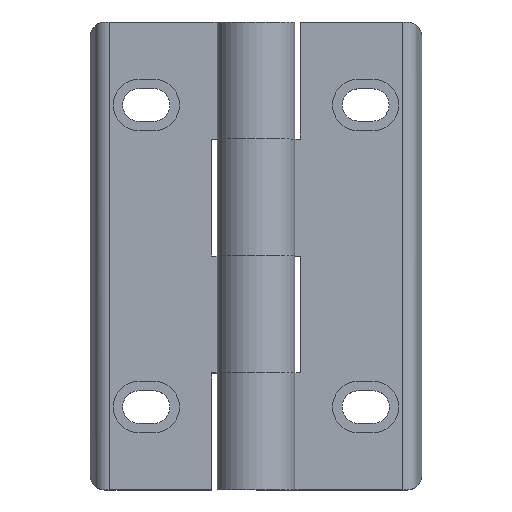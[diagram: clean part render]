
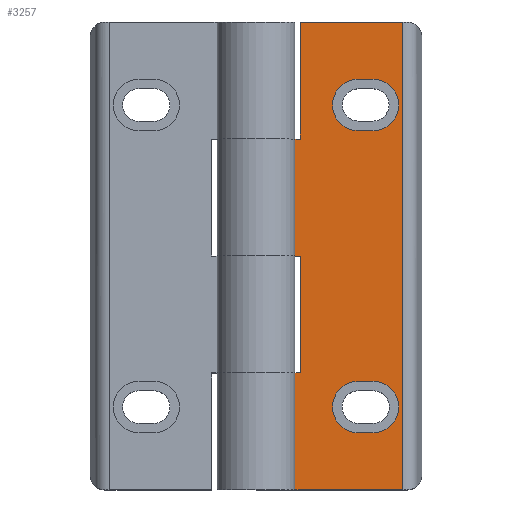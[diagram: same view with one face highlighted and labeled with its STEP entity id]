
A CAD part, top view. The second image highlights one B-rep face of the part: STEP entity #3257.
In plain terms, the highlighted face is planar.
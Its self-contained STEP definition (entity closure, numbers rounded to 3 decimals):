
#145=FACE_BOUND('',#577,.T.);
#146=FACE_BOUND('',#578,.T.);
#213=CIRCLE('',#3589,5.3);
#214=CIRCLE('',#3590,5.3);
#215=CIRCLE('',#3591,5.3);
#216=CIRCLE('',#3592,5.3);
#379=FACE_OUTER_BOUND('',#576,.T.);
#576=EDGE_LOOP('',(#2285,#2286,#2287,#2288,#2289,#2290,#2291,#2292,#2293,
#2294));
#577=EDGE_LOOP('',(#2295,#2296,#2297,#2298));
#578=EDGE_LOOP('',(#2299,#2300,#2301,#2302));
#792=LINE('',#5026,#1080);
#796=LINE('',#5039,#1084);
#837=LINE('',#5191,#1125);
#838=LINE('',#5193,#1126);
#839=LINE('',#5195,#1127);
#840=LINE('',#5197,#1128);
#841=LINE('',#5199,#1129);
#842=LINE('',#5201,#1130);
#843=LINE('',#5202,#1131);
#844=LINE('',#5203,#1132);
#845=LINE('',#5208,#1133);
#846=LINE('',#5211,#1134);
#847=LINE('',#5216,#1135);
#848=LINE('',#5219,#1136);
#1080=VECTOR('',#3946,1000.);
#1084=VECTOR('',#3956,1000.);
#1125=VECTOR('',#4089,1000.);
#1126=VECTOR('',#4090,1000.);
#1127=VECTOR('',#4091,1000.);
#1128=VECTOR('',#4092,1000.);
#1129=VECTOR('',#4093,1000.);
#1130=VECTOR('',#4094,1000.);
#1131=VECTOR('',#4095,1000.);
#1132=VECTOR('',#4096,1000.);
#1133=VECTOR('',#4099,1000.);
#1134=VECTOR('',#4102,1000.);
#1135=VECTOR('',#4105,1000.);
#1136=VECTOR('',#4108,1000.);
#1371=VERTEX_POINT('',#5023);
#1372=VERTEX_POINT('',#5025);
#1377=VERTEX_POINT('',#5036);
#1378=VERTEX_POINT('',#5038);
#1443=VERTEX_POINT('',#5190);
#1444=VERTEX_POINT('',#5192);
#1445=VERTEX_POINT('',#5194);
#1446=VERTEX_POINT('',#5196);
#1447=VERTEX_POINT('',#5198);
#1448=VERTEX_POINT('',#5200);
#1449=VERTEX_POINT('',#5204);
#1450=VERTEX_POINT('',#5205);
#1451=VERTEX_POINT('',#5207);
#1452=VERTEX_POINT('',#5209);
#1453=VERTEX_POINT('',#5212);
#1454=VERTEX_POINT('',#5213);
#1455=VERTEX_POINT('',#5215);
#1456=VERTEX_POINT('',#5217);
#1694=EDGE_CURVE('',#1371,#1372,#792,.T.);
#1700=EDGE_CURVE('',#1378,#1377,#796,.T.);
#1777=EDGE_CURVE('',#1377,#1443,#837,.T.);
#1778=EDGE_CURVE('',#1443,#1444,#838,.T.);
#1779=EDGE_CURVE('',#1445,#1444,#839,.T.);
#1780=EDGE_CURVE('',#1446,#1445,#840,.T.);
#1781=EDGE_CURVE('',#1446,#1447,#841,.T.);
#1782=EDGE_CURVE('',#1447,#1448,#842,.T.);
#1783=EDGE_CURVE('',#1372,#1448,#843,.T.);
#1784=EDGE_CURVE('',#1371,#1378,#844,.T.);
#1785=EDGE_CURVE('',#1449,#1450,#213,.T.);
#1786=EDGE_CURVE('',#1451,#1449,#845,.T.);
#1787=EDGE_CURVE('',#1452,#1451,#214,.T.);
#1788=EDGE_CURVE('',#1450,#1452,#846,.T.);
#1789=EDGE_CURVE('',#1453,#1454,#215,.T.);
#1790=EDGE_CURVE('',#1455,#1453,#847,.T.);
#1791=EDGE_CURVE('',#1456,#1455,#216,.T.);
#1792=EDGE_CURVE('',#1454,#1456,#848,.T.);
#2285=ORIENTED_EDGE('',*,*,#1700,.T.);
#2286=ORIENTED_EDGE('',*,*,#1777,.T.);
#2287=ORIENTED_EDGE('',*,*,#1778,.T.);
#2288=ORIENTED_EDGE('',*,*,#1779,.F.);
#2289=ORIENTED_EDGE('',*,*,#1780,.F.);
#2290=ORIENTED_EDGE('',*,*,#1781,.T.);
#2291=ORIENTED_EDGE('',*,*,#1782,.T.);
#2292=ORIENTED_EDGE('',*,*,#1783,.F.);
#2293=ORIENTED_EDGE('',*,*,#1694,.F.);
#2294=ORIENTED_EDGE('',*,*,#1784,.T.);
#2295=ORIENTED_EDGE('',*,*,#1785,.F.);
#2296=ORIENTED_EDGE('',*,*,#1786,.F.);
#2297=ORIENTED_EDGE('',*,*,#1787,.F.);
#2298=ORIENTED_EDGE('',*,*,#1788,.F.);
#2299=ORIENTED_EDGE('',*,*,#1789,.F.);
#2300=ORIENTED_EDGE('',*,*,#1790,.F.);
#2301=ORIENTED_EDGE('',*,*,#1791,.F.);
#2302=ORIENTED_EDGE('',*,*,#1792,.F.);
#3162=PLANE('',#3588);
#3257=ADVANCED_FACE('',(#379,#145,#146),#3162,.F.);
#3588=AXIS2_PLACEMENT_3D('',#5189,#4087,#4088);
#3589=AXIS2_PLACEMENT_3D('',#5206,#4097,#4098);
#3590=AXIS2_PLACEMENT_3D('',#5210,#4100,#4101);
#3591=AXIS2_PLACEMENT_3D('',#5214,#4103,#4104);
#3592=AXIS2_PLACEMENT_3D('',#5218,#4106,#4107);
#3946=DIRECTION('',(-1.,0.,0.));
#3956=DIRECTION('',(-1.,0.,0.));
#4087=DIRECTION('center_axis',(0.,-1.,0.));
#4088=DIRECTION('ref_axis',(0.,0.,-1.));
#4089=DIRECTION('',(0.,0.,1.));
#4090=DIRECTION('',(-1.,0.,0.));
#4091=DIRECTION('',(0.,0.,-1.));
#4092=DIRECTION('',(-1.,0.,0.));
#4093=DIRECTION('',(0.,0.,1.));
#4094=DIRECTION('',(-1.,0.,0.));
#4095=DIRECTION('',(0.,0.,-1.));
#4096=DIRECTION('',(0.,0.,-1.));
#4097=DIRECTION('center_axis',(0.,1.,0.));
#4098=DIRECTION('ref_axis',(1.,0.,0.));
#4099=DIRECTION('',(-1.,0.,0.));
#4100=DIRECTION('center_axis',(0.,1.,0.));
#4101=DIRECTION('ref_axis',(1.,0.,0.));
#4102=DIRECTION('',(1.,0.,0.));
#4103=DIRECTION('center_axis',(0.,1.,0.));
#4104=DIRECTION('ref_axis',(1.,0.,0.));
#4105=DIRECTION('',(-1.,0.,0.));
#4106=DIRECTION('center_axis',(0.,1.,0.));
#4107=DIRECTION('ref_axis',(1.,0.,0.));
#4108=DIRECTION('',(1.,0.,0.));
#5023=CARTESIAN_POINT('',(30.072,0.,48.));
#5025=CARTESIAN_POINT('',(8.,0.,48.));
#5026=CARTESIAN_POINT('',(30.072,0.,48.));
#5036=CARTESIAN_POINT('',(9.1,0.,-48.));
#5038=CARTESIAN_POINT('',(30.072,0.,-48.));
#5039=CARTESIAN_POINT('',(30.072,0.,-48.));
#5189=CARTESIAN_POINT('Origin',(30.072,0.,48.));
#5190=CARTESIAN_POINT('',(9.1,0.,-24.));
#5191=CARTESIAN_POINT('',(9.1,0.,-48.));
#5192=CARTESIAN_POINT('',(8.,0.,-24.));
#5193=CARTESIAN_POINT('',(9.1,0.,-24.));
#5194=CARTESIAN_POINT('',(8.,0.,0.));
#5195=CARTESIAN_POINT('',(8.,0.,48.));
#5196=CARTESIAN_POINT('',(9.1,0.,0.));
#5197=CARTESIAN_POINT('',(9.1,0.,0.));
#5198=CARTESIAN_POINT('',(9.1,0.,24.));
#5199=CARTESIAN_POINT('',(9.1,0.,0.));
#5200=CARTESIAN_POINT('',(8.,0.,24.));
#5201=CARTESIAN_POINT('',(9.1,0.,24.));
#5202=CARTESIAN_POINT('',(8.,0.,48.));
#5203=CARTESIAN_POINT('',(30.072,0.,48.));
#5204=CARTESIAN_POINT('',(21.,0.,25.7));
#5205=CARTESIAN_POINT('',(21.,0.,36.3));
#5206=CARTESIAN_POINT('Origin',(21.,0.,31.));
#5207=CARTESIAN_POINT('',(24.,0.,25.7));
#5208=CARTESIAN_POINT('',(24.,0.,25.7));
#5209=CARTESIAN_POINT('',(24.,0.,36.3));
#5210=CARTESIAN_POINT('Origin',(24.,0.,31.));
#5211=CARTESIAN_POINT('',(21.,0.,36.3));
#5212=CARTESIAN_POINT('',(21.,0.,-36.3));
#5213=CARTESIAN_POINT('',(21.,0.,-25.7));
#5214=CARTESIAN_POINT('Origin',(21.,0.,-31.));
#5215=CARTESIAN_POINT('',(24.,0.,-36.3));
#5216=CARTESIAN_POINT('',(24.,0.,-36.3));
#5217=CARTESIAN_POINT('',(24.,0.,-25.7));
#5218=CARTESIAN_POINT('Origin',(24.,0.,-31.));
#5219=CARTESIAN_POINT('',(21.,0.,-25.7));
